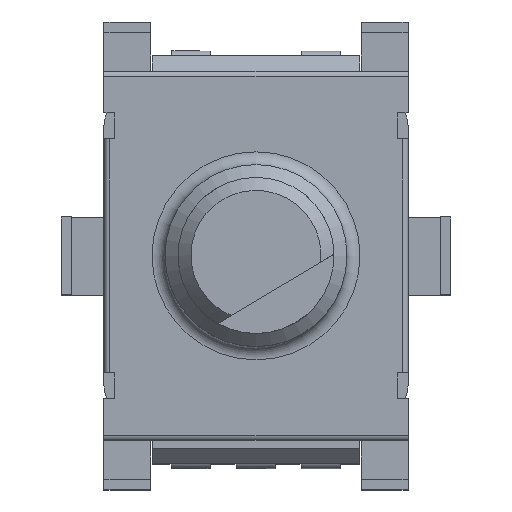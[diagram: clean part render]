
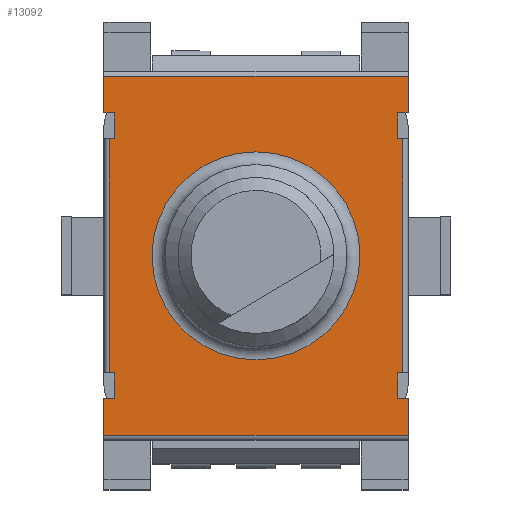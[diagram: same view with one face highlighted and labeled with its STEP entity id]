
A CAD part, top view. The second image highlights one B-rep face of the part: STEP entity #13092.
In plain terms, the highlighted planar face has unit normal (0, 0, 1).
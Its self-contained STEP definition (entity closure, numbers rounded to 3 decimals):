
#66=FACE_BOUND('',#4424,.T.);
#462=LINE('',#21423,#1823);
#473=LINE('',#21447,#1834);
#508=LINE('',#21534,#1869);
#516=LINE('',#21552,#1877);
#547=LINE('',#21635,#1908);
#548=LINE('',#21638,#1909);
#558=LINE('',#21659,#1919);
#560=LINE('',#21662,#1921);
#562=LINE('',#21671,#1923);
#570=LINE('',#21688,#1931);
#588=LINE('',#21731,#1949);
#607=LINE('',#21778,#1968);
#665=LINE('',#21917,#2026);
#668=LINE('',#21922,#2029);
#670=LINE('',#21926,#2031);
#673=LINE('',#21931,#2034);
#675=LINE('',#21935,#2036);
#678=LINE('',#21940,#2039);
#680=LINE('',#21944,#2041);
#683=LINE('',#21949,#2044);
#1823=VECTOR('',#15182,0.2);
#1834=VECTOR('',#15199,0.2);
#1869=VECTOR('',#15262,0.2);
#1877=VECTOR('',#15274,0.2);
#1908=VECTOR('',#15345,11.7);
#1909=VECTOR('',#15348,1.4);
#1919=VECTOR('',#15364,9.);
#1921=VECTOR('',#15368,9.);
#1923=VECTOR('',#15376,11.7);
#1931=VECTOR('',#15388,1.4);
#1949=VECTOR('',#15420,1.4);
#1968=VECTOR('',#15461,1.4);
#2026=VECTOR('',#15583,1.);
#2029=VECTOR('',#15588,0.4);
#2031=VECTOR('',#15592,0.4);
#2034=VECTOR('',#15597,1.);
#2036=VECTOR('',#15601,1.);
#2039=VECTOR('',#15606,0.4);
#2041=VECTOR('',#15610,0.4);
#2044=VECTOR('',#15615,1.);
#3174=PLANE('',#13929);
#3723=FACE_OUTER_BOUND('',#4423,.T.);
#4423=EDGE_LOOP('',(#9792,#9793,#9794,#9795,#9796,#9797,#9798,#9799,#9800,
#9801,#9802,#9803,#9804,#9805,#9806,#9807,#9808,#9809,#9810,#9811));
#4424=EDGE_LOOP('',(#9812));
#5064=CIRCLE('',#13930,4.);
#5642=VERTEX_POINT('',#21420);
#5643=VERTEX_POINT('',#21422);
#5652=VERTEX_POINT('',#21444);
#5653=VERTEX_POINT('',#21446);
#5690=VERTEX_POINT('',#21531);
#5691=VERTEX_POINT('',#21533);
#5698=VERTEX_POINT('',#21549);
#5699=VERTEX_POINT('',#21551);
#5728=VERTEX_POINT('',#21628);
#5731=VERTEX_POINT('',#21633);
#5732=VERTEX_POINT('',#21637);
#5741=VERTEX_POINT('',#21664);
#5744=VERTEX_POINT('',#21669);
#5751=VERTEX_POINT('',#21687);
#5769=VERTEX_POINT('',#21729);
#5786=VERTEX_POINT('',#21776);
#5835=VERTEX_POINT('',#21916);
#5837=VERTEX_POINT('',#21925);
#5839=VERTEX_POINT('',#21934);
#5841=VERTEX_POINT('',#21943);
#5908=VERTEX_POINT('',#22236);
#6958=EDGE_CURVE('',#5643,#5642,#462,.T.);
#6969=EDGE_CURVE('',#5653,#5652,#473,.T.);
#7010=EDGE_CURVE('',#5691,#5690,#508,.T.);
#7018=EDGE_CURVE('',#5699,#5698,#516,.T.);
#7060=EDGE_CURVE('',#5731,#5728,#547,.T.);
#7061=EDGE_CURVE('',#5728,#5732,#548,.T.);
#7073=EDGE_CURVE('',#5653,#5642,#558,.T.);
#7075=EDGE_CURVE('',#5699,#5690,#560,.T.);
#7079=EDGE_CURVE('',#5744,#5741,#562,.T.);
#7087=EDGE_CURVE('',#5741,#5751,#570,.T.);
#7110=EDGE_CURVE('',#5769,#5731,#588,.T.);
#7134=EDGE_CURVE('',#5786,#5744,#607,.T.);
#7204=EDGE_CURVE('',#5652,#5835,#665,.T.);
#7207=EDGE_CURVE('',#5835,#5751,#668,.T.);
#7209=EDGE_CURVE('',#5786,#5837,#670,.T.);
#7212=EDGE_CURVE('',#5837,#5691,#673,.T.);
#7214=EDGE_CURVE('',#5698,#5839,#675,.T.);
#7217=EDGE_CURVE('',#5839,#5732,#678,.T.);
#7219=EDGE_CURVE('',#5769,#5841,#680,.T.);
#7222=EDGE_CURVE('',#5841,#5643,#683,.T.);
#7367=EDGE_CURVE('',#5908,#5908,#5064,.T.);
#9792=ORIENTED_EDGE('',*,*,#7073,.F.);
#9793=ORIENTED_EDGE('',*,*,#6969,.T.);
#9794=ORIENTED_EDGE('',*,*,#7204,.T.);
#9795=ORIENTED_EDGE('',*,*,#7207,.T.);
#9796=ORIENTED_EDGE('',*,*,#7087,.F.);
#9797=ORIENTED_EDGE('',*,*,#7079,.F.);
#9798=ORIENTED_EDGE('',*,*,#7134,.F.);
#9799=ORIENTED_EDGE('',*,*,#7209,.T.);
#9800=ORIENTED_EDGE('',*,*,#7212,.T.);
#9801=ORIENTED_EDGE('',*,*,#7010,.T.);
#9802=ORIENTED_EDGE('',*,*,#7075,.F.);
#9803=ORIENTED_EDGE('',*,*,#7018,.T.);
#9804=ORIENTED_EDGE('',*,*,#7214,.T.);
#9805=ORIENTED_EDGE('',*,*,#7217,.T.);
#9806=ORIENTED_EDGE('',*,*,#7061,.F.);
#9807=ORIENTED_EDGE('',*,*,#7060,.F.);
#9808=ORIENTED_EDGE('',*,*,#7110,.F.);
#9809=ORIENTED_EDGE('',*,*,#7219,.T.);
#9810=ORIENTED_EDGE('',*,*,#7222,.T.);
#9811=ORIENTED_EDGE('',*,*,#6958,.T.);
#9812=ORIENTED_EDGE('',*,*,#7367,.F.);
#13092=ADVANCED_FACE('',(#3723,#66),#3174,.T.);
#13929=AXIS2_PLACEMENT_3D('',#22235,#15920,#15921);
#13930=AXIS2_PLACEMENT_3D('',#22237,#15922,#15923);
#15182=DIRECTION('',(1.,0.,0.));
#15199=DIRECTION('',(-1.,0.,0.));
#15262=DIRECTION('',(-1.,0.,0.));
#15274=DIRECTION('',(1.,0.,0.));
#15345=DIRECTION('',(-1.,0.,0.));
#15348=DIRECTION('',(0.,1.,0.));
#15364=DIRECTION('',(0.,-1.,0.));
#15368=DIRECTION('',(0.,1.,0.));
#15376=DIRECTION('',(1.,0.,0.));
#15388=DIRECTION('',(0.,-1.,0.));
#15420=DIRECTION('',(0.,-1.,0.));
#15461=DIRECTION('',(0.,1.,0.));
#15583=DIRECTION('',(0.,1.,0.));
#15588=DIRECTION('',(1.,0.,0.));
#15592=DIRECTION('',(1.,0.,0.));
#15597=DIRECTION('',(0.,-1.,0.));
#15601=DIRECTION('',(0.,-1.,0.));
#15606=DIRECTION('',(-1.,0.,0.));
#15610=DIRECTION('',(-1.,0.,0.));
#15615=DIRECTION('',(0.,1.,0.));
#15920=DIRECTION('center_axis',(0.,0.,1.));
#15921=DIRECTION('ref_axis',(-1.,0.,0.));
#15922=DIRECTION('center_axis',(0.,0.,1.));
#15923=DIRECTION('ref_axis',(1.,0.,0.));
#21420=CARTESIAN_POINT('',(7.433,-8.322,4.9));
#21422=CARTESIAN_POINT('',(7.233,-8.322,4.9));
#21423=CARTESIAN_POINT('',(7.233,-8.322,4.9));
#21444=CARTESIAN_POINT('',(7.233,0.678,4.9));
#21446=CARTESIAN_POINT('',(7.433,0.678,4.9));
#21447=CARTESIAN_POINT('',(7.433,0.678,4.9));
#21531=CARTESIAN_POINT('',(-3.867,0.678,4.9));
#21533=CARTESIAN_POINT('',(-3.667,0.678,4.9));
#21534=CARTESIAN_POINT('',(-3.667,0.678,4.9));
#21549=CARTESIAN_POINT('',(-3.667,-8.322,4.9));
#21551=CARTESIAN_POINT('',(-3.867,-8.322,4.9));
#21552=CARTESIAN_POINT('',(-3.867,-8.322,4.9));
#21628=CARTESIAN_POINT('',(-4.067,-10.722,4.9));
#21633=CARTESIAN_POINT('',(7.633,-10.722,4.9));
#21635=CARTESIAN_POINT('',(7.633,-10.722,4.9));
#21637=CARTESIAN_POINT('',(-4.067,-9.322,4.9));
#21638=CARTESIAN_POINT('',(-4.067,-10.722,4.9));
#21659=CARTESIAN_POINT('',(7.433,0.678,4.9));
#21662=CARTESIAN_POINT('',(-3.867,-8.322,4.9));
#21664=CARTESIAN_POINT('',(7.633,3.078,4.9));
#21669=CARTESIAN_POINT('',(-4.067,3.078,4.9));
#21671=CARTESIAN_POINT('',(-4.067,3.078,4.9));
#21687=CARTESIAN_POINT('',(7.633,1.678,4.9));
#21688=CARTESIAN_POINT('',(7.633,3.078,4.9));
#21729=CARTESIAN_POINT('',(7.633,-9.322,4.9));
#21731=CARTESIAN_POINT('',(7.633,-9.322,4.9));
#21776=CARTESIAN_POINT('',(-4.067,1.678,4.9));
#21778=CARTESIAN_POINT('',(-4.067,1.678,4.9));
#21916=CARTESIAN_POINT('',(7.233,1.678,4.9));
#21917=CARTESIAN_POINT('',(7.233,0.678,4.9));
#21922=CARTESIAN_POINT('',(7.233,1.678,4.9));
#21925=CARTESIAN_POINT('',(-3.667,1.678,4.9));
#21926=CARTESIAN_POINT('',(-4.067,1.678,4.9));
#21931=CARTESIAN_POINT('',(-3.667,1.678,4.9));
#21934=CARTESIAN_POINT('',(-3.667,-9.322,4.9));
#21935=CARTESIAN_POINT('',(-3.667,-8.322,4.9));
#21940=CARTESIAN_POINT('',(-3.667,-9.322,4.9));
#21943=CARTESIAN_POINT('',(7.233,-9.322,4.9));
#21944=CARTESIAN_POINT('',(7.633,-9.322,4.9));
#21949=CARTESIAN_POINT('',(7.233,-9.322,4.9));
#22235=CARTESIAN_POINT('Origin',(1.783,-3.822,4.9));
#22236=CARTESIAN_POINT('',(5.783,-3.822,4.9));
#22237=CARTESIAN_POINT('Origin',(1.783,-3.822,4.9));
